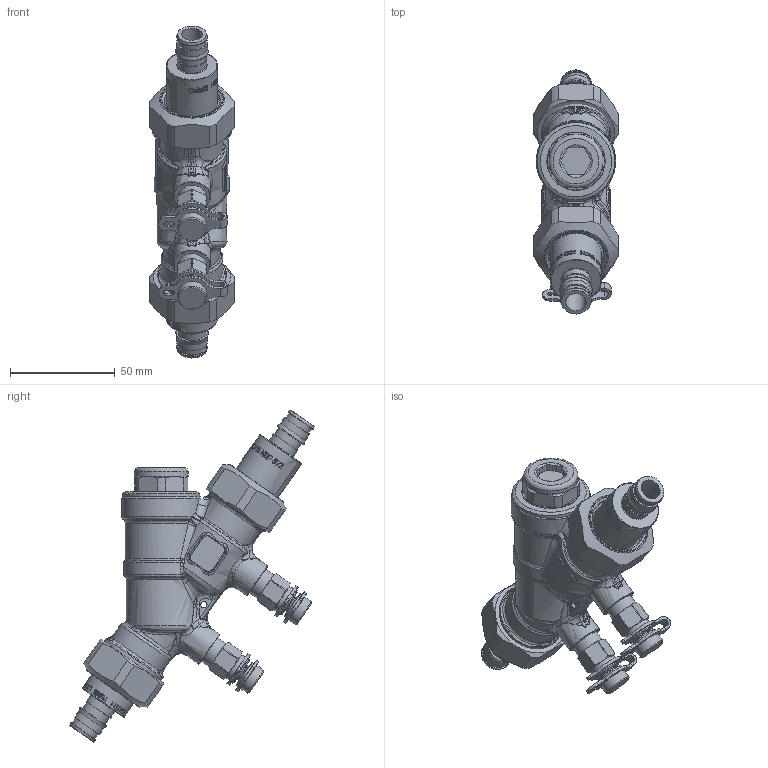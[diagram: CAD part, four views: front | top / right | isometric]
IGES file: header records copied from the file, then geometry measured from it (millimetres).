
Global section: file name: 128442AFC_Simplify_1; native system: Autodesk Inventor 2025; preprocessor: unknown; author: ischreiner; date: 20250721.155815; units: inch
Bounding box: 40.64 x 116.99 x 158.8 mm (x, y, z)
Volume: 166067.5 mm3; surface area: 43967.3 mm2
Topology: 7 solids, 7 shells, 2102 faces, 5479 edges, 3484 vertices
Faces by surface type: bspline 2102
